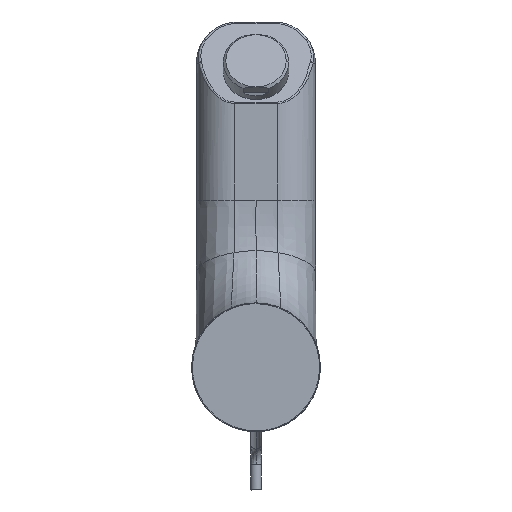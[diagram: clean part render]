
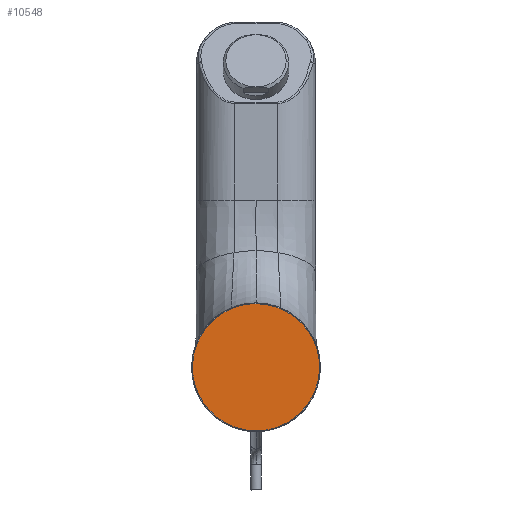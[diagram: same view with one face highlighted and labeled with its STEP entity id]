
A CAD part, front view. The second image highlights one B-rep face of the part: STEP entity #10548.
In plain terms, the highlighted planar face has unit normal (0, -1, 0).
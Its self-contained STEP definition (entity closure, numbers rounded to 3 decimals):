
#40 = EDGE_CURVE ( 'NONE', #14727, #998, #3297, .T. ) ;
#249 = DIRECTION ( 'NONE',  ( 0., 0., -1. ) ) ;
#405 = CARTESIAN_POINT ( 'NONE',  ( 0., 0., 0. ) ) ;
#416 = CARTESIAN_POINT ( 'NONE',  ( 46.076, 0., -23.195 ) ) ;
#842 = CARTESIAN_POINT ( 'NONE',  ( -0.158, 0., -23.194 ) ) ;
#998 = VERTEX_POINT ( 'NONE', #842 ) ;
#1409 = EDGE_LOOP ( 'NONE', ( #7885, #8779, #2894, #3891 ) ) ;
#2138 = CARTESIAN_POINT ( 'NONE',  ( 0., 0., -23.195 ) ) ;
#2224 = CARTESIAN_POINT ( 'NONE',  ( 0., 0., 23.195 ) ) ;
#2433 = VERTEX_POINT ( 'NONE', #2224 ) ;
#2716 = CARTESIAN_POINT ( 'NONE',  ( 0., 0., -23.195 ) ) ;
#2864 = CARTESIAN_POINT ( 'NONE',  ( 0.158, 0., 23.194 ) ) ;
#2894 = ORIENTED_EDGE ( 'NONE', *, *, #4898, .F. ) ;
#3297 =( BOUNDED_CURVE ( )  B_SPLINE_CURVE ( 3, ( #2716, #5158, #7784, #11337 ),
 .UNSPECIFIED., .F., .T. ) 
 B_SPLINE_CURVE_WITH_KNOTS ( ( 4, 4 ),
 ( 0., 0.002 ),
 .UNSPECIFIED. ) 
 CURVE ( )  GEOMETRIC_REPRESENTATION_ITEM ( )  RATIONAL_B_SPLINE_CURVE ( ( 1., 1., 1., 1. ) ) 
 REPRESENTATION_ITEM ( '' )  );
#3626 = CARTESIAN_POINT ( 'NONE',  ( -46.233, 0., -22.88 ) ) ;
#3891 = ORIENTED_EDGE ( 'NONE', *, *, #11049, .F. ) ;
#4063 =( BOUNDED_CURVE ( )  B_SPLINE_CURVE ( 3, ( #8509, #3626, #12110, #6045 ),
 .UNSPECIFIED., .F., .T. ) 
 B_SPLINE_CURVE_WITH_KNOTS ( ( 4, 4 ),
 ( 0.002, 1. ),
 .UNSPECIFIED. ) 
 CURVE ( )  GEOMETRIC_REPRESENTATION_ITEM ( )  RATIONAL_B_SPLINE_CURVE ( ( 1., 0.336, 0.336, 1. ) ) 
 REPRESENTATION_ITEM ( '' )  );
#4898 = EDGE_CURVE ( 'NONE', #2433, #15509, #14000, .T. ) ;
#5158 = CARTESIAN_POINT ( 'NONE',  ( -0.053, 0., -23.195 ) ) ;
#5310 = CARTESIAN_POINT ( 'NONE',  ( 0.053, 0., 23.195 ) ) ;
#5480 = FACE_OUTER_BOUND ( 'NONE', #1409, .T. ) ;
#6045 = CARTESIAN_POINT ( 'NONE',  ( 0., 0., 23.195 ) ) ;
#6553 = DIRECTION ( 'NONE',  ( 0., -1., 0. ) ) ;
#7532 = PLANE ( 'NONE',  #15341 ) ;
#7784 = CARTESIAN_POINT ( 'NONE',  ( -0.105, 0., -23.195 ) ) ;
#7885 = ORIENTED_EDGE ( 'NONE', *, *, #40, .F. ) ;
#8509 = CARTESIAN_POINT ( 'NONE',  ( -0.158, 0., -23.194 ) ) ;
#8779 = ORIENTED_EDGE ( 'NONE', *, *, #9345, .F. ) ;
#8930 = CARTESIAN_POINT ( 'NONE',  ( 0., 0., -23.195 ) ) ;
#9345 = EDGE_CURVE ( 'NONE', #15509, #14727, #15774, .T. ) ;
#10206 = CARTESIAN_POINT ( 'NONE',  ( 0.158, 0., 23.194 ) ) ;
#10548 = ADVANCED_FACE ( 'NONE', ( #5480 ), #7532, .T. ) ;
#11049 = EDGE_CURVE ( 'NONE', #998, #2433, #4063, .T. ) ;
#11068 = CARTESIAN_POINT ( 'NONE',  ( 0.158, 0., 23.194 ) ) ;
#11337 = CARTESIAN_POINT ( 'NONE',  ( -0.158, 0., -23.194 ) ) ;
#12110 = CARTESIAN_POINT ( 'NONE',  ( -46.076, 0., 23.195 ) ) ;
#12600 = CARTESIAN_POINT ( 'NONE',  ( 46.233, 0., 22.88 ) ) ;
#13833 = CARTESIAN_POINT ( 'NONE',  ( 0.105, 0., 23.195 ) ) ;
#14000 =( BOUNDED_CURVE ( )  B_SPLINE_CURVE ( 3, ( #14938, #5310, #13833, #10206 ),
 .UNSPECIFIED., .F., .F. ) 
 B_SPLINE_CURVE_WITH_KNOTS ( ( 4, 4 ),
 ( 0., 0.002 ),
 .UNSPECIFIED. ) 
 CURVE ( )  GEOMETRIC_REPRESENTATION_ITEM ( )  RATIONAL_B_SPLINE_CURVE ( ( 1., 1., 1., 1. ) ) 
 REPRESENTATION_ITEM ( '' )  );
#14727 = VERTEX_POINT ( 'NONE', #2138 ) ;
#14938 = CARTESIAN_POINT ( 'NONE',  ( 0., 0., 23.195 ) ) ;
#15341 = AXIS2_PLACEMENT_3D ( 'NONE', #405, #6553, #249 ) ;
#15509 = VERTEX_POINT ( 'NONE', #11068 ) ;
#15774 =( BOUNDED_CURVE ( )  B_SPLINE_CURVE ( 3, ( #2864, #12600, #416, #8930 ),
 .UNSPECIFIED., .F., .T. ) 
 B_SPLINE_CURVE_WITH_KNOTS ( ( 4, 4 ),
 ( 0.002, 1. ),
 .UNSPECIFIED. ) 
 CURVE ( )  GEOMETRIC_REPRESENTATION_ITEM ( )  RATIONAL_B_SPLINE_CURVE ( ( 1., 0.336, 0.336, 1. ) ) 
 REPRESENTATION_ITEM ( '' )  );
